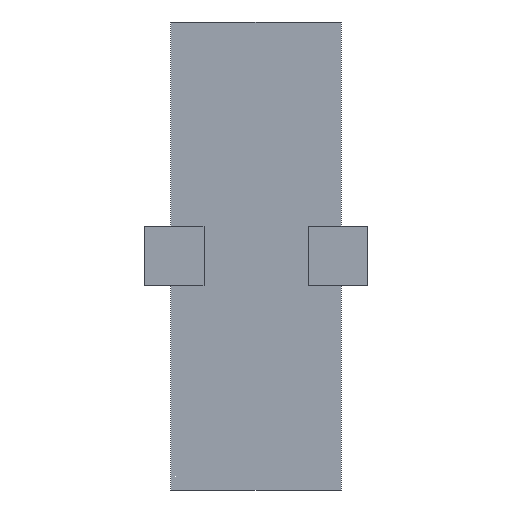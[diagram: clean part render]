
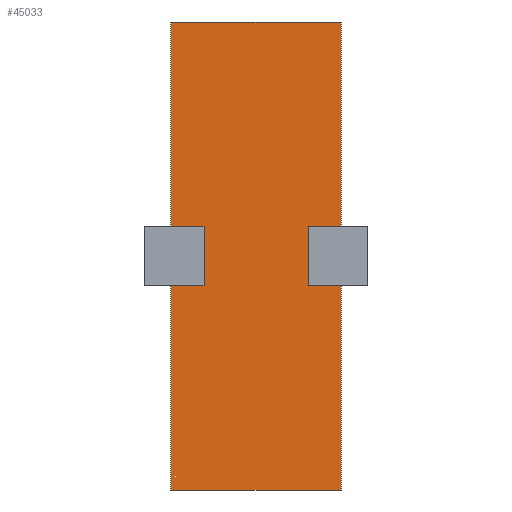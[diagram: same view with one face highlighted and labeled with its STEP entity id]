
A CAD part, front view. The second image highlights one B-rep face of the part: STEP entity #45033.
In plain terms, the highlighted planar face has unit normal (0, -1, 0).
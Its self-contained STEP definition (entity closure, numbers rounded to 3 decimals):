
#437 = ORIENTED_EDGE ( 'NONE', *, *, #10987, .F. ) ;
#3015 = CARTESIAN_POINT ( 'NONE',  ( -1150., 0., -3150. ) ) ;
#4321 = CARTESIAN_POINT ( 'NONE',  ( 1150., 0., 3150. ) ) ;
#5287 = CARTESIAN_POINT ( 'NONE',  ( -1150., 0., 3150. ) ) ;
#6414 = VECTOR ( 'NONE', #21894, 1000. ) ;
#7501 = VECTOR ( 'NONE', #8024, 1000. ) ;
#8024 = DIRECTION ( 'NONE',  ( 0., 0., -1. ) ) ;
#10354 = EDGE_CURVE ( 'NONE', #23725, #27296, #35644, .T. ) ;
#10540 = DIRECTION ( 'NONE',  ( -1., 0., 0. ) ) ;
#10987 = EDGE_CURVE ( 'NONE', #41563, #35383, #29313, .T. ) ;
#11668 = CARTESIAN_POINT ( 'NONE',  ( -1150., 0., 3150. ) ) ;
#12530 = EDGE_CURVE ( 'NONE', #27296, #41563, #14265, .T. ) ;
#12906 = ORIENTED_EDGE ( 'NONE', *, *, #10354, .F. ) ;
#14265 = LINE ( 'NONE', #5287, #21739 ) ;
#15790 = FACE_OUTER_BOUND ( 'NONE', #32395, .T. ) ;
#16970 = AXIS2_PLACEMENT_3D ( 'NONE', #39780, #17872, #43479 ) ;
#17019 = VECTOR ( 'NONE', #10540, 1000. ) ;
#17872 = DIRECTION ( 'NONE',  ( 0., -1., 0. ) ) ;
#21400 = PLANE ( 'NONE',  #16970 ) ;
#21739 = VECTOR ( 'NONE', #41971, 1000. ) ;
#21894 = DIRECTION ( 'NONE',  ( 0., 0., 1. ) ) ;
#23725 = VERTEX_POINT ( 'NONE', #27740 ) ;
#26433 = CARTESIAN_POINT ( 'NONE',  ( 1150., 0., -3150. ) ) ;
#27296 = VERTEX_POINT ( 'NONE', #11668 ) ;
#27740 = CARTESIAN_POINT ( 'NONE',  ( -1150., 0., -3150. ) ) ;
#29313 = LINE ( 'NONE', #4321, #7501 ) ;
#31185 = EDGE_CURVE ( 'NONE', #35383, #23725, #46240, .T. ) ;
#32395 = EDGE_LOOP ( 'NONE', ( #437, #33855, #12906, #36965 ) ) ;
#33855 = ORIENTED_EDGE ( 'NONE', *, *, #12530, .F. ) ;
#35383 = VERTEX_POINT ( 'NONE', #26433 ) ;
#35644 = LINE ( 'NONE', #47515, #6414 ) ;
#36965 = ORIENTED_EDGE ( 'NONE', *, *, #31185, .F. ) ;
#39780 = CARTESIAN_POINT ( 'NONE',  ( 0., 0., 0. ) ) ;
#41563 = VERTEX_POINT ( 'NONE', #44738 ) ;
#41971 = DIRECTION ( 'NONE',  ( 1., 0., 0. ) ) ;
#43479 = DIRECTION ( 'NONE',  ( 0., 0., -1. ) ) ;
#44738 = CARTESIAN_POINT ( 'NONE',  ( 1150., 0., 3150. ) ) ;
#45033 = ADVANCED_FACE ( 'NONE', ( #15790 ), #21400, .T. ) ;
#46240 = LINE ( 'NONE', #3015, #17019 ) ;
#47515 = CARTESIAN_POINT ( 'NONE',  ( -1150., 0., 3150. ) ) ;
